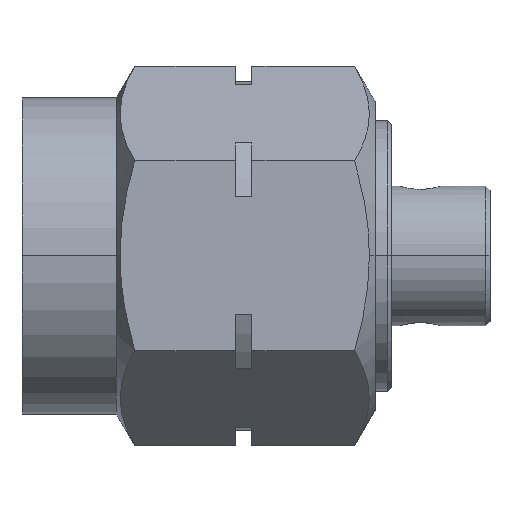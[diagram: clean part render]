
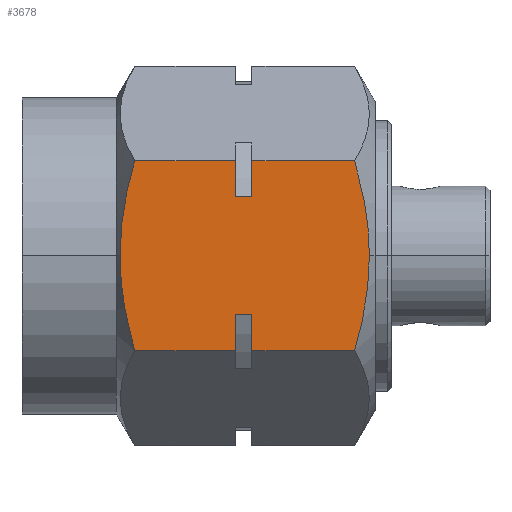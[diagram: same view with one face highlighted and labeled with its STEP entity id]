
A CAD part, top view. The second image highlights one B-rep face of the part: STEP entity #3678.
In plain terms, the highlighted face is planar.
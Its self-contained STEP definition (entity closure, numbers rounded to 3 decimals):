
#29 = ORIENTED_EDGE ( 'NONE', *, *, #2724, .F. ) ;
#88 = CARTESIAN_POINT ( 'NONE',  ( 4.001, -2.31, 1.4 ) ) ;
#120 = FACE_OUTER_BOUND ( 'NONE', #2923, .T. ) ;
#130 = DIRECTION ( 'NONE',  ( 0., 0., -1. ) ) ;
#146 = CARTESIAN_POINT ( 'NONE',  ( 4.001, 2.31, 1.4 ) ) ;
#169 = CARTESIAN_POINT ( 'NONE',  ( 4.001, 0., -8.462 ) ) ;
#197 = CARTESIAN_POINT ( 'NONE',  ( 4.001, 2.31, -2.745 ) ) ;
#216 = CARTESIAN_POINT ( 'NONE',  ( 4.001, -1.934, -8.213 ) ) ;
#259 = EDGE_CURVE ( 'NONE', #1789, #1069, #3019, .T. ) ;
#278 = CARTESIAN_POINT ( 'NONE',  ( 4.001, 2.31, -8.105 ) ) ;
#384 = VECTOR ( 'NONE', #3292, 1000. ) ;
#457 = CARTESIAN_POINT ( 'NONE',  ( 4.001, -1.433, -5.2 ) ) ;
#464 = VERTEX_POINT ( 'NONE', #2103 ) ;
#479 = ORIENTED_EDGE ( 'NONE', *, *, #3641, .F. ) ;
#509 = ORIENTED_EDGE ( 'NONE', *, *, #2978, .T. ) ;
#535 = ORIENTED_EDGE ( 'NONE', *, *, #2766, .T. ) ;
#552 = CARTESIAN_POINT ( 'NONE',  ( 4.001, 0.786, -8.427 ) ) ;
#628 = LINE ( 'NONE', #3548, #1997 ) ;
#640 = EDGE_CURVE ( 'NONE', #823, #3546, #2126, .T. ) ;
#677 = EDGE_CURVE ( 'NONE', #1089, #3348, #987, .T. ) ;
#689 = CARTESIAN_POINT ( 'NONE',  ( 4.001, 2.31, -5.6 ) ) ;
#692 = DIRECTION ( 'NONE',  ( 0., 0., -1. ) ) ;
#719 = LINE ( 'NONE', #3540, #1446 ) ;
#723 = CARTESIAN_POINT ( 'NONE',  ( 4.001, 0.786, -2.422 ) ) ;
#771 = CARTESIAN_POINT ( 'NONE',  ( 4.001, -1.55, -8.304 ) ) ;
#772 = CARTESIAN_POINT ( 'NONE',  ( 4.001, 0., -2.387 ) ) ;
#798 = CARTESIAN_POINT ( 'NONE',  ( 4.001, -0.39, -8.462 ) ) ;
#823 = VERTEX_POINT ( 'NONE', #278 ) ;
#849 = LINE ( 'NONE', #2765, #1039 ) ;
#883 = LINE ( 'NONE', #88, #3555 ) ;
#940 = CARTESIAN_POINT ( 'NONE',  ( 4.001, 2.31, -5.6 ) ) ;
#987 = B_SPLINE_CURVE_WITH_KNOTS ( 'NONE', 3,
 ( #1738, #2296, #3383, #3112, #3693, #2285 ),
 .UNSPECIFIED., .F., .F.,
 ( 4, 2, 4 ),
 ( 0.004, 0.005, 0.006 ),
 .UNSPECIFIED. ) ;
#1015 = DIRECTION ( 'NONE',  ( 0., 0., -1. ) ) ;
#1039 = VECTOR ( 'NONE', #3044, 1000. ) ;
#1069 = VERTEX_POINT ( 'NONE', #2347 ) ;
#1089 = VERTEX_POINT ( 'NONE', #1220 ) ;
#1185 = ORIENTED_EDGE ( 'NONE', *, *, #2780, .T. ) ;
#1199 = ORIENTED_EDGE ( 'NONE', *, *, #2597, .F. ) ;
#1220 = CARTESIAN_POINT ( 'NONE',  ( 4.001, -2.31, -2.745 ) ) ;
#1223 = CARTESIAN_POINT ( 'NONE',  ( 4.001, 2.31, 1.4 ) ) ;
#1230 = VECTOR ( 'NONE', #2120, 1000. ) ;
#1295 = VECTOR ( 'NONE', #1884, 1000. ) ;
#1329 = PLANE ( 'NONE',  #3251 ) ;
#1360 = LINE ( 'NONE', #689, #1535 ) ;
#1367 = VERTEX_POINT ( 'NONE', #3511 ) ;
#1399 = VERTEX_POINT ( 'NONE', #2639 ) ;
#1409 = LINE ( 'NONE', #1223, #2871 ) ;
#1427 = CARTESIAN_POINT ( 'NONE',  ( 4.001, 2.31, -5.2 ) ) ;
#1446 = VECTOR ( 'NONE', #692, 1000. ) ;
#1514 = CARTESIAN_POINT ( 'NONE',  ( 4.001, -2.31, -5.6 ) ) ;
#1535 = VECTOR ( 'NONE', #2919, 1000. ) ;
#1634 = LINE ( 'NONE', #3128, #2865 ) ;
#1644 = CARTESIAN_POINT ( 'NONE',  ( 4.001, 1.558, -2.547 ) ) ;
#1697 = ORIENTED_EDGE ( 'NONE', *, *, #2313, .T. ) ;
#1699 = CARTESIAN_POINT ( 'NONE',  ( 4.001, 0., -2.387 ) ) ;
#1727 = CARTESIAN_POINT ( 'NONE',  ( 4.001, 2.31, -8.105 ) ) ;
#1738 = CARTESIAN_POINT ( 'NONE',  ( 4.001, -2.31, -2.745 ) ) ;
#1778 = VERTEX_POINT ( 'NONE', #1514 ) ;
#1789 = VERTEX_POINT ( 'NONE', #3277 ) ;
#1884 = DIRECTION ( 'NONE',  ( 0., 0., 1. ) ) ;
#1997 = VECTOR ( 'NONE', #1015, 1000. ) ;
#2006 = CARTESIAN_POINT ( 'NONE',  ( 4.001, 1.936, -8.212 ) ) ;
#2020 = CARTESIAN_POINT ( 'NONE',  ( 4.001, 0., -8.462 ) ) ;
#2046 = ORIENTED_EDGE ( 'NONE', *, *, #640, .F. ) ;
#2103 = CARTESIAN_POINT ( 'NONE',  ( 4.001, -2.31, -8.105 ) ) ;
#2120 = DIRECTION ( 'NONE',  ( 0., 1., 0. ) ) ;
#2126 = B_SPLINE_CURVE_WITH_KNOTS ( 'NONE', 3,
 ( #1727, #2006, #3682, #552, #3098, #2020 ),
 .UNSPECIFIED., .F., .F.,
 ( 4, 2, 4 ),
 ( 0.002, 0.003, 0.004 ),
 .UNSPECIFIED. ) ;
#2165 = DIRECTION ( 'NONE',  ( 0., -1., 0. ) ) ;
#2190 = B_SPLINE_CURVE_WITH_KNOTS ( 'NONE', 3,
 ( #169, #798, #3295, #771, #216, #2208 ),
 .UNSPECIFIED., .F., .F.,
 ( 4, 2, 4 ),
 ( 0.004, 0.005, 0.006 ),
 .UNSPECIFIED. ) ;
#2202 = ORIENTED_EDGE ( 'NONE', *, *, #2244, .F. ) ;
#2208 = CARTESIAN_POINT ( 'NONE',  ( 4.001, -2.31, -8.105 ) ) ;
#2215 = B_SPLINE_CURVE_WITH_KNOTS ( 'NONE', 3,
 ( #772, #3007, #723, #1644, #2776, #197 ),
 .UNSPECIFIED., .F., .F.,
 ( 4, 2, 4 ),
 ( 0.006, 0.008, 0.009 ),
 .UNSPECIFIED. ) ;
#2244 = EDGE_CURVE ( 'NONE', #2521, #2781, #1409, .T. ) ;
#2279 = EDGE_CURVE ( 'NONE', #1089, #1367, #628, .T. ) ;
#2285 = CARTESIAN_POINT ( 'NONE',  ( 4.001, 0., -2.387 ) ) ;
#2296 = CARTESIAN_POINT ( 'NONE',  ( 4.001, -1.934, -2.636 ) ) ;
#2313 = EDGE_CURVE ( 'NONE', #1069, #2781, #2905, .T. ) ;
#2347 = CARTESIAN_POINT ( 'NONE',  ( 4.001, 1.433, -5.2 ) ) ;
#2362 = DIRECTION ( 'NONE',  ( 0., 0., -1. ) ) ;
#2482 = VERTEX_POINT ( 'NONE', #457 ) ;
#2492 = ORIENTED_EDGE ( 'NONE', *, *, #677, .F. ) ;
#2521 = VERTEX_POINT ( 'NONE', #3310 ) ;
#2577 = EDGE_CURVE ( 'NONE', #2482, #1399, #719, .T. ) ;
#2597 = EDGE_CURVE ( 'NONE', #2816, #823, #2606, .T. ) ;
#2606 = LINE ( 'NONE', #2700, #384 ) ;
#2639 = CARTESIAN_POINT ( 'NONE',  ( 4.001, -1.433, -5.6 ) ) ;
#2641 = ORIENTED_EDGE ( 'NONE', *, *, #2577, .T. ) ;
#2700 = CARTESIAN_POINT ( 'NONE',  ( 4.001, 2.31, 1.4 ) ) ;
#2709 = CARTESIAN_POINT ( 'NONE',  ( 4.001, 1.433, 3.522 ) ) ;
#2724 = EDGE_CURVE ( 'NONE', #3546, #464, #2190, .T. ) ;
#2765 = CARTESIAN_POINT ( 'NONE',  ( 4.001, 2.31, -5.6 ) ) ;
#2766 = EDGE_CURVE ( 'NONE', #1399, #1778, #849, .T. ) ;
#2776 = CARTESIAN_POINT ( 'NONE',  ( 4.001, 1.936, -2.637 ) ) ;
#2780 = EDGE_CURVE ( 'NONE', #1367, #2482, #1634, .T. ) ;
#2781 = VERTEX_POINT ( 'NONE', #1427 ) ;
#2797 = ORIENTED_EDGE ( 'NONE', *, *, #2279, .T. ) ;
#2816 = VERTEX_POINT ( 'NONE', #940 ) ;
#2865 = VECTOR ( 'NONE', #3118, 1000. ) ;
#2866 = ORIENTED_EDGE ( 'NONE', *, *, #3584, .T. ) ;
#2871 = VECTOR ( 'NONE', #2362, 1000. ) ;
#2876 = ORIENTED_EDGE ( 'NONE', *, *, #259, .T. ) ;
#2905 = LINE ( 'NONE', #3506, #1230 ) ;
#2919 = DIRECTION ( 'NONE',  ( 0., -1., 0. ) ) ;
#2923 = EDGE_LOOP ( 'NONE', ( #2876, #1697, #2202, #479, #2492, #2797, #1185, #2641, #535, #2866, #29, #2046, #1199, #509 ) ) ;
#2978 = EDGE_CURVE ( 'NONE', #2816, #1789, #1360, .T. ) ;
#2995 = CARTESIAN_POINT ( 'NONE',  ( 4.001, 0., -8.462 ) ) ;
#3007 = CARTESIAN_POINT ( 'NONE',  ( 4.001, 0.391, -2.387 ) ) ;
#3019 = LINE ( 'NONE', #2709, #1295 ) ;
#3044 = DIRECTION ( 'NONE',  ( 0., -1., 0. ) ) ;
#3098 = CARTESIAN_POINT ( 'NONE',  ( 4.001, 0.391, -8.462 ) ) ;
#3112 = CARTESIAN_POINT ( 'NONE',  ( 4.001, -0.778, -2.421 ) ) ;
#3118 = DIRECTION ( 'NONE',  ( 0., 1., 0. ) ) ;
#3128 = CARTESIAN_POINT ( 'NONE',  ( 4.001, 2.31, -5.2 ) ) ;
#3251 = AXIS2_PLACEMENT_3D ( 'NONE', #146, #3568, #2165 ) ;
#3277 = CARTESIAN_POINT ( 'NONE',  ( 4.001, 1.433, -5.6 ) ) ;
#3292 = DIRECTION ( 'NONE',  ( 0., 0., -1. ) ) ;
#3295 = CARTESIAN_POINT ( 'NONE',  ( 4.001, -0.778, -8.428 ) ) ;
#3310 = CARTESIAN_POINT ( 'NONE',  ( 4.001, 2.31, -2.745 ) ) ;
#3348 = VERTEX_POINT ( 'NONE', #1699 ) ;
#3383 = CARTESIAN_POINT ( 'NONE',  ( 4.001, -1.55, -2.545 ) ) ;
#3506 = CARTESIAN_POINT ( 'NONE',  ( 4.001, 2.31, -5.2 ) ) ;
#3511 = CARTESIAN_POINT ( 'NONE',  ( 4.001, -2.31, -5.2 ) ) ;
#3540 = CARTESIAN_POINT ( 'NONE',  ( 4.001, -1.433, 3.522 ) ) ;
#3546 = VERTEX_POINT ( 'NONE', #2995 ) ;
#3548 = CARTESIAN_POINT ( 'NONE',  ( 4.001, -2.31, 1.4 ) ) ;
#3555 = VECTOR ( 'NONE', #130, 1000. ) ;
#3568 = DIRECTION ( 'NONE',  ( 1., 0., 0. ) ) ;
#3584 = EDGE_CURVE ( 'NONE', #1778, #464, #883, .T. ) ;
#3641 = EDGE_CURVE ( 'NONE', #3348, #2521, #2215, .T. ) ;
#3678 = ADVANCED_FACE ( 'NONE', ( #120 ), #1329, .T. ) ;
#3682 = CARTESIAN_POINT ( 'NONE',  ( 4.001, 1.558, -8.302 ) ) ;
#3693 = CARTESIAN_POINT ( 'NONE',  ( 4.001, -0.39, -2.387 ) ) ;
